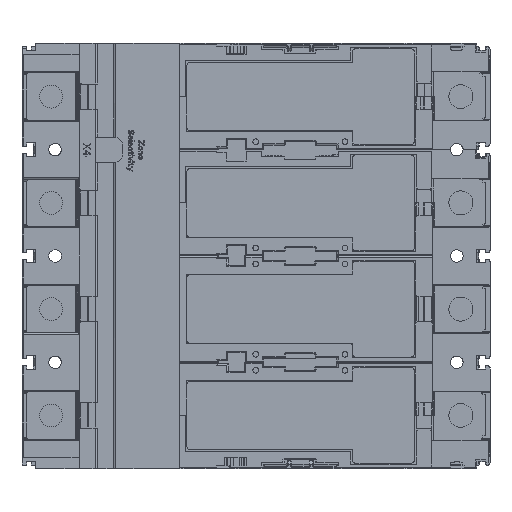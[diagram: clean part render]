
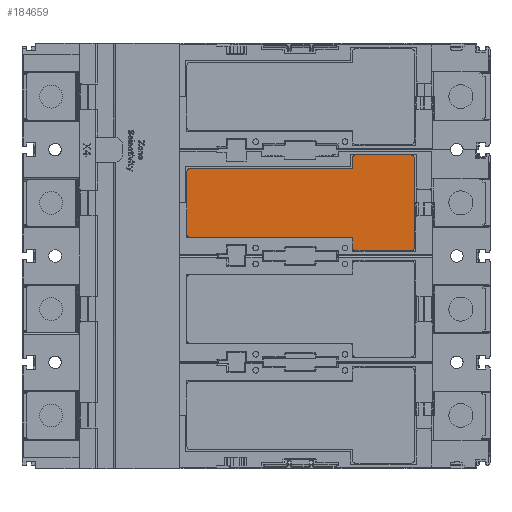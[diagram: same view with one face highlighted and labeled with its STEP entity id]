
A CAD part, front view. The second image highlights one B-rep face of the part: STEP entity #184659.
In plain terms, the highlighted planar face has unit normal (0, -1, 0).
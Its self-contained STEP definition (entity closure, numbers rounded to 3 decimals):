
#54896=DIRECTION('',(0.,0.,-1.));
#54897=VECTOR('',#54896,4.45);
#54898=CARTESIAN_POINT('',(22.85,-32.35,-27.));
#54899=LINE('',#54898,#54897);
#54995=DIRECTION('',(-1.,0.,0.));
#54996=VECTOR('',#54995,24.);
#54997=CARTESIAN_POINT('',(48.35,-32.35,-25.5));
#54998=LINE('',#54997,#54996);
#55011=DIRECTION('',(0.,0.,1.));
#55012=VECTOR('',#55011,39.);
#55013=CARTESIAN_POINT('',(49.85,-32.35,-66.));
#55014=LINE('',#55013,#55012);
#55041=DIRECTION('',(1.,0.,0.));
#55042=VECTOR('',#55041,24.);
#55043=CARTESIAN_POINT('',(24.35,-32.35,-67.5));
#55044=LINE('',#55043,#55042);
#55057=DIRECTION('',(0.,0.,1.));
#55058=VECTOR('',#55057,4.404);
#55059=CARTESIAN_POINT('',(23.,-32.35,-66.654));
#55060=LINE('',#55059,#55058);
#55061=CARTESIAN_POINT('',(22.5,-32.35,-62.25));
#55062=DIRECTION('',(0.,-1.,0.));
#55063=DIRECTION('',(1.,0.,0.));
#55064=AXIS2_PLACEMENT_3D('',#55061,#55062,#55063);
#55066=DIRECTION('',(-1.,0.,0.));
#55067=VECTOR('',#55066,71.);
#55068=CARTESIAN_POINT('',(22.85,-32.35,-61.55));
#55069=LINE('',#55068,#55067);
#55070=CARTESIAN_POINT('',(-48.15,-32.35,-60.05));
#55071=DIRECTION('',(0.,1.,0.));
#55072=DIRECTION('',(0.,0.,-1.));
#55073=AXIS2_PLACEMENT_3D('',#55070,#55071,#55072);
#55075=DIRECTION('',(0.,0.,1.));
#55076=VECTOR('',#55075,27.1);
#55077=CARTESIAN_POINT('',(-49.65,-32.35,-60.05));
#55078=LINE('',#55077,#55076);
#55079=CARTESIAN_POINT('',(-48.15,-32.35,-32.95));
#55080=DIRECTION('',(0.,1.,0.));
#55081=DIRECTION('',(-1.,0.,0.));
#55082=AXIS2_PLACEMENT_3D('',#55079,#55080,#55081);
#55084=DIRECTION('',(1.,0.,0.));
#55085=VECTOR('',#55084,71.);
#55086=CARTESIAN_POINT('',(-48.15,-32.35,-31.45));
#55087=LINE('',#55086,#55085);
#55088=CARTESIAN_POINT('',(24.35,-32.35,-27.));
#55089=DIRECTION('',(0.,1.,0.));
#55090=DIRECTION('',(-1.,0.,0.));
#55091=AXIS2_PLACEMENT_3D('',#55088,#55089,#55090);
#55093=CARTESIAN_POINT('',(48.35,-32.35,-27.));
#55094=DIRECTION('',(0.,1.,0.));
#55095=DIRECTION('',(0.,0.,1.));
#55096=AXIS2_PLACEMENT_3D('',#55093,#55094,#55095);
#55098=CARTESIAN_POINT('',(48.35,-32.35,-66.));
#55099=DIRECTION('',(0.,1.,0.));
#55100=DIRECTION('',(1.,0.,0.));
#55101=AXIS2_PLACEMENT_3D('',#55098,#55099,#55100);
#55103=CARTESIAN_POINT('',(24.35,-32.35,-66.));
#55104=DIRECTION('',(0.,1.,0.));
#55105=DIRECTION('',(0.,0.,-1.));
#55106=AXIS2_PLACEMENT_3D('',#55103,#55104,#55105);
#55162=DIRECTION('',(0.,0.,-1.));
#55163=VECTOR('',#55162,0.343);
#55164=CARTESIAN_POINT('',(22.85,-32.35,-61.55));
#55165=LINE('',#55164,#55163);
#104722=CARTESIAN_POINT('',(24.35,-32.35,-25.5));
#104723=VERTEX_POINT('',#104722);
#104724=CARTESIAN_POINT('',(22.85,-32.35,-27.));
#104725=VERTEX_POINT('',#104724);
#104726=CARTESIAN_POINT('',(48.35,-32.35,-25.5));
#104727=VERTEX_POINT('',#104726);
#104728=CARTESIAN_POINT('',(49.85,-32.35,-27.));
#104729=VERTEX_POINT('',#104728);
#104734=CARTESIAN_POINT('',(49.85,-32.35,-66.));
#104735=VERTEX_POINT('',#104734);
#105740=CARTESIAN_POINT('',(22.85,-32.35,-31.45));
#105741=VERTEX_POINT('',#105740);
#105742=CARTESIAN_POINT('',(23.,-32.35,-66.654));
#105743=CARTESIAN_POINT('',(23.,-32.35,-62.25));
#105744=VERTEX_POINT('',#105742);
#105745=VERTEX_POINT('',#105743);
#105746=CARTESIAN_POINT('',(22.85,-32.35,-61.893));
#105747=VERTEX_POINT('',#105746);
#105748=CARTESIAN_POINT('',(22.85,-32.35,-61.55));
#105749=VERTEX_POINT('',#105748);
#105750=CARTESIAN_POINT('',(-48.15,-32.35,-61.55));
#105751=VERTEX_POINT('',#105750);
#105752=CARTESIAN_POINT('',(-49.65,-32.35,-60.05));
#105753=VERTEX_POINT('',#105752);
#105754=CARTESIAN_POINT('',(-49.65,-32.35,-32.95));
#105755=VERTEX_POINT('',#105754);
#105756=CARTESIAN_POINT('',(-48.15,-32.35,-31.45));
#105757=VERTEX_POINT('',#105756);
#105758=CARTESIAN_POINT('',(48.35,-32.35,-67.5));
#105759=VERTEX_POINT('',#105758);
#105760=CARTESIAN_POINT('',(24.35,-32.35,-67.5));
#105761=VERTEX_POINT('',#105760);
#184627=CARTESIAN_POINT('',(49.85,-32.35,-67.5));
#184628=DIRECTION('',(0.,1.,0.));
#184629=DIRECTION('',(0.,0.,1.));
#184630=AXIS2_PLACEMENT_3D('',#184627,#184628,#184629);
#184631=PLANE('',#184630);
#184632=ORIENTED_EDGE('',*,*,#184615,.T.);
#184634=ORIENTED_EDGE('',*,*,#184633,.T.);
#184636=ORIENTED_EDGE('',*,*,#184635,.F.);
#184638=ORIENTED_EDGE('',*,*,#184637,.T.);
#184640=ORIENTED_EDGE('',*,*,#184639,.T.);
#184642=ORIENTED_EDGE('',*,*,#184641,.T.);
#184644=ORIENTED_EDGE('',*,*,#184643,.T.);
#184646=ORIENTED_EDGE('',*,*,#184645,.T.);
#184647=ORIENTED_EDGE('',*,*,#184398,.F.);
#184649=ORIENTED_EDGE('',*,*,#184648,.T.);
#184650=ORIENTED_EDGE('',*,*,#184517,.F.);
#184651=ORIENTED_EDGE('',*,*,#184532,.T.);
#184652=ORIENTED_EDGE('',*,*,#184551,.F.);
#184654=ORIENTED_EDGE('',*,*,#184653,.T.);
#184655=ORIENTED_EDGE('',*,*,#184589,.F.);
#184656=ORIENTED_EDGE('',*,*,#184604,.T.);
#184657=EDGE_LOOP('',(#184632,#184634,#184636,#184638,#184640,#184642,#184644,
#184646,#184647,#184649,#184650,#184651,#184652,#184654,#184655,#184656));
#184658=FACE_OUTER_BOUND('',#184657,.F.);
#55065=CIRCLE('',#55064,0.5);
#55074=CIRCLE('',#55073,1.5);
#55083=CIRCLE('',#55082,1.5);
#55092=CIRCLE('',#55091,1.5);
#55097=CIRCLE('',#55096,1.5);
#55102=CIRCLE('',#55101,1.5);
#55107=CIRCLE('',#55106,1.5);
#184398=EDGE_CURVE('',#104725,#105741,#54899,.T.);
#184517=EDGE_CURVE('',#104727,#104723,#54998,.T.);
#184532=EDGE_CURVE('',#104727,#104729,#55097,.T.);
#184551=EDGE_CURVE('',#104735,#104729,#55014,.T.);
#184589=EDGE_CURVE('',#105761,#105759,#55044,.T.);
#184604=EDGE_CURVE('',#105761,#105744,#55107,.T.);
#184615=EDGE_CURVE('',#105744,#105745,#55060,.T.);
#184633=EDGE_CURVE('',#105745,#105747,#55065,.T.);
#184635=EDGE_CURVE('',#105749,#105747,#55165,.T.);
#184637=EDGE_CURVE('',#105749,#105751,#55069,.T.);
#184639=EDGE_CURVE('',#105751,#105753,#55074,.T.);
#184641=EDGE_CURVE('',#105753,#105755,#55078,.T.);
#184643=EDGE_CURVE('',#105755,#105757,#55083,.T.);
#184645=EDGE_CURVE('',#105757,#105741,#55087,.T.);
#184648=EDGE_CURVE('',#104725,#104723,#55092,.T.);
#184653=EDGE_CURVE('',#104735,#105759,#55102,.T.);
#184659=ADVANCED_FACE('',(#184658),#184631,.F.);
